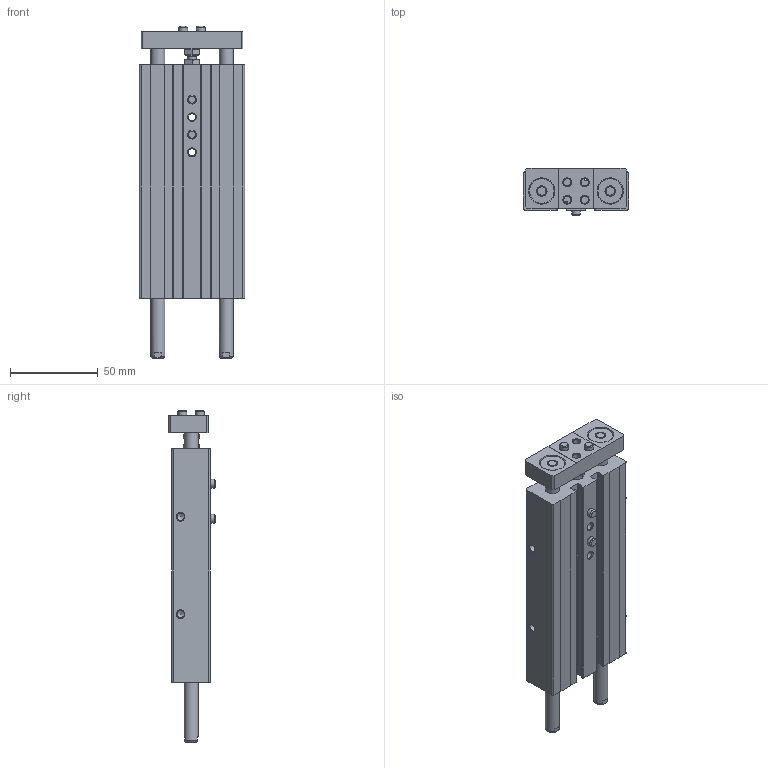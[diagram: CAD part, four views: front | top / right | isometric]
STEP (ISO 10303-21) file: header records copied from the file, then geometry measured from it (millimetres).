
FILE_DESCRIPTION(/* description */ ('STEP AP214'),/* implementation_level */ '2;1');
FILE_NAME(/* name */ '162034_DPZ-16-25-P-A-KF-S2',/* time_stamp */ '2024-08-20T23:22:51+02:00',/* author */ ('License CC BY-ND 4.0'),/* organization */ ('CADENAS'),/* preprocessor_version */ 'ST-DEVELOPER v19.3',/* originating_system */ 'PARTsolutions',/* authorisation */ ' ');
FILE_SCHEMA (('AUTOMOTIVE_DESIGN {1 0 10303 214 3 1 1}'));
Length unit declared in the file: millimetre
Products named in the file (6): 162034 DPZ-16-25-P-A-KF-S2---(asm_0); 162034 DPZ-16-25-P-A-KF-S2---(Z); 162034 DPZ-16-25-P-A-KF-S2---(K); 150928 ZBS-5; DIN-439-B - M5(F); Hexagon bolt DIN 933 - M5x16
Assembly tree (8 placements, depth 2):
  162034 DPZ-16-25-P-A-KF-S2---(asm_0)
    162034 DPZ-16-25-P-A-KF-S2---(Z)
    162034 DPZ-16-25-P-A-KF-S2---(K)
    150928 ZBS-5  x4
    DIN-439-B - M5(F)
    Hexagon bolt DIN 933 - M5x16
Bounding box: 60 x 27 x 189.4 mm (x, y, z)
Volume: 167231.3 mm3; surface area: 57262.6 mm2
Topology: 8 solids, 8 shells, 253 faces, 614 edges, 394 vertices
Faces by surface type: plane 121, cylinder 82, cone 47, torus 3
Full cylindrical faces by diameter (mm): 3.242 x6, 4.134 x9, 5 x9, 6 x2, 6.88 x1, 7.5 x2, 8 x9, 14 x2, 15 x2, 16 x4
Entity records: 6772 total; most frequent: CARTESIAN_POINT 1255, DIRECTION 1144, ORIENTED_EDGE 972, EDGE_CURVE 486, AXIS2_PLACEMENT_3D 445, VERTEX_POINT 364, FACE_BOUND 362, EDGE_LOOP 354
